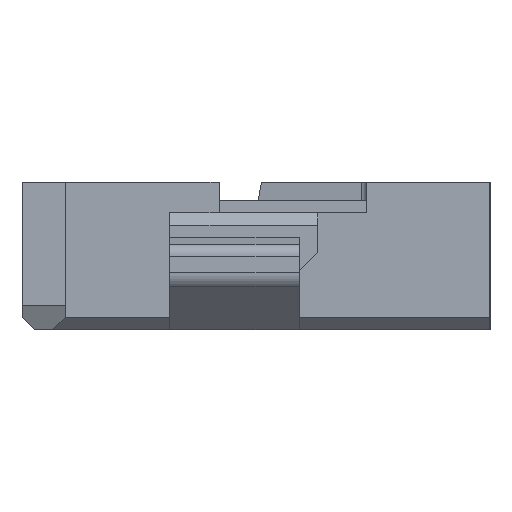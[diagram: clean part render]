
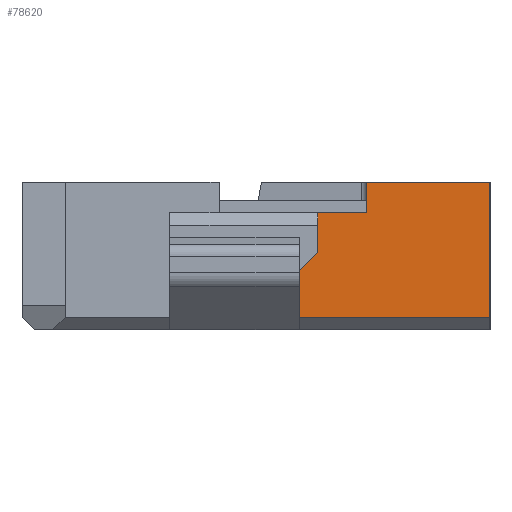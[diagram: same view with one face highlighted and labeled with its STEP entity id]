
A CAD part, left-side view. The second image highlights one B-rep face of the part: STEP entity #78620.
In plain terms, the highlighted planar face has unit normal (-1, 0, 0).
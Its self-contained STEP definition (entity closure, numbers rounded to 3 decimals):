
#25160=CARTESIAN_POINT('',(0.25,-2.4,
-0.57));
#25170=VERTEX_POINT('',#25160);
#25420=CARTESIAN_POINT('',(0.25,-2.4,
-0.25));
#25430=VERTEX_POINT('',#25420);
#25460=CARTESIAN_POINT('',(0.25,-2.4,0.));
#25470=DIRECTION('',(0.,0.,1.));
#25480=VECTOR('',#25470,1.);
#25490=LINE('',#25460,#25480);
#25500=EDGE_CURVE('',#25170,#25430,#25490,.T.);
#59590=CARTESIAN_POINT('',(0.25,-2.97,0.));
#59600=DIRECTION('',(0.,0.707,-0.707));
#59610=VECTOR('',#59600,1.);
#59620=LINE('',#59590,#59610);
#59630=CARTESIAN_POINT('',(0.25,-2.25,
-0.72));
#59640=VERTEX_POINT('',#59630);
#59650=EDGE_CURVE('',#25170,#59640,#59620,.T.);
#69570=CARTESIAN_POINT('',(0.25,-0.35,
-1.1));
#69580=DIRECTION('',(0.,-1.,0.));
#69590=VECTOR('',#69580,3.45);
#69600=LINE('',#69570,#69590);
#76480=CARTESIAN_POINT('',(0.25,-0.35,0.));
#76490=DIRECTION('',(-1.,0.,0.));
#76500=DIRECTION('',(0.,-1.,0.));
#76510=AXIS2_PLACEMENT_3D('',#76480,#76490,#76500);
#76520=PLANE('',#76510);
#77270=CARTESIAN_POINT('',(0.25,-3.8,0.));
#77280=VERTEX_POINT('',#77270);
#77310=CARTESIAN_POINT('',(0.25,-3.8,0.));
#77320=DIRECTION('',(0.,1.,0.));
#77330=VECTOR('',#77320,1.);
#77340=LINE('',#77310,#77330);
#77350=CARTESIAN_POINT('',(0.25,-2.8,0.));
#77360=VERTEX_POINT('',#77350);
#77370=EDGE_CURVE('',#77280,#77360,#77340,.T.);
#77960=CARTESIAN_POINT('',(0.25,-2.25,0.));
#77970=DIRECTION('',(0.,0.,-1.));
#77980=VECTOR('',#77970,1.);
#77990=LINE('',#77960,#77980);
#78000=CARTESIAN_POINT('',(0.25,-2.25,
-1.1));
#78010=VERTEX_POINT('',#78000);
#78020=EDGE_CURVE('',#59640,#78010,#77990,.T.);
#78240=CARTESIAN_POINT('',(0.25,-3.8,
-1.1));
#78250=VERTEX_POINT('',#78240);
#78300=EDGE_CURVE('',#78010,#78250,#69600,.T.);
#78350=ORIENTED_EDGE('',*,*,#25500,.F.);
#78360=CARTESIAN_POINT('',(0.25,-2.8,
-0.25));
#78370=DIRECTION('',(0.,1.,0.));
#78380=VECTOR('',#78370,0.4);
#78390=LINE('',#78360,#78380);
#78400=CARTESIAN_POINT('',(0.25,-2.8,
-0.25));
#78410=VERTEX_POINT('',#78400);
#78420=EDGE_CURVE('',#78410,#25430,#78390,.T.);
#78430=ORIENTED_EDGE('',*,*,#78420,.T.);
#78440=CARTESIAN_POINT('',(0.25,-2.8,0.));
#78450=DIRECTION('',(0.,0.,-1.));
#78460=VECTOR('',#78450,0.25);
#78470=LINE('',#78440,#78460);
#78480=EDGE_CURVE('',#77360,#78410,#78470,.T.);
#78490=ORIENTED_EDGE('',*,*,#78480,.T.);
#78500=ORIENTED_EDGE('',*,*,#77370,.T.);
#78510=CARTESIAN_POINT('',(0.25,-3.8,0.));
#78520=DIRECTION('',(0.,0.,-1.));
#78530=VECTOR('',#78520,1.1);
#78540=LINE('',#78510,#78530);
#78550=EDGE_CURVE('',#77280,#78250,#78540,.T.);
#78560=ORIENTED_EDGE('',*,*,#78550,.F.);
#78570=ORIENTED_EDGE('',*,*,#78300,.T.);
#78580=ORIENTED_EDGE('',*,*,#78020,.T.);
#78590=ORIENTED_EDGE('',*,*,#59650,.T.);
#78600=EDGE_LOOP('',(#78590,#78580,#78570,#78560,#78500,#78490,#78430,
#78350));
#78610=FACE_OUTER_BOUND('',#78600,.T.);
#78620=ADVANCED_FACE('',(#78610),#76520,.T.);
